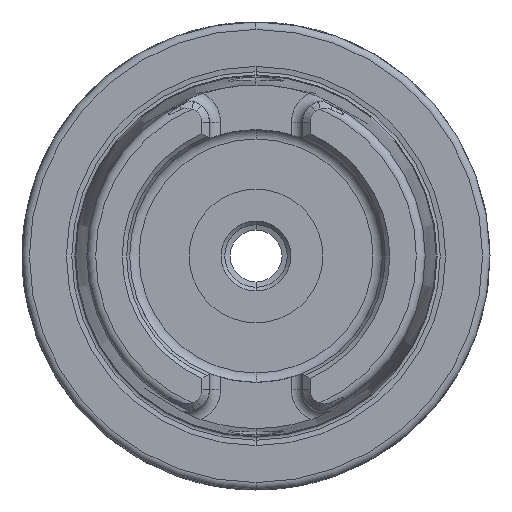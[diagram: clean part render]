
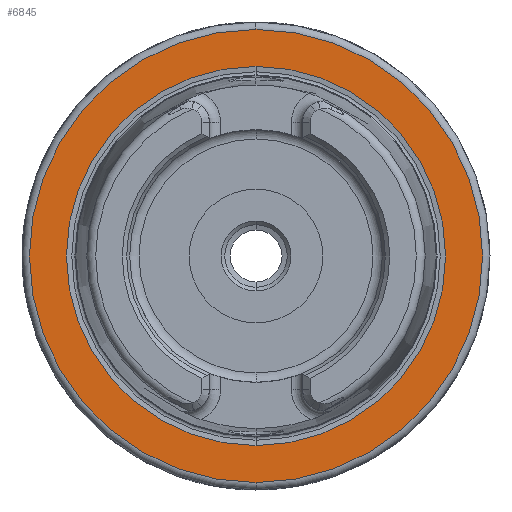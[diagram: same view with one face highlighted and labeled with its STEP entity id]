
A CAD part, left-side view. The second image highlights one B-rep face of the part: STEP entity #6845.
In plain terms, the highlighted planar face has unit normal (-1, 0, 0).
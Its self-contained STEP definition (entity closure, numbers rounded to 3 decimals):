
#17 = CARTESIAN_POINT ( 'NONE',  ( -64., 0., -30.5 ) ) ;
#218 = CARTESIAN_POINT ( 'NONE',  ( -64., 31.5, 0. ) ) ;
#569 = ORIENTED_EDGE ( 'NONE', *, *, #5901, .T. ) ;
#665 = ORIENTED_EDGE ( 'NONE', *, *, #2985, .T. ) ;
#761 = PLANE ( 'NONE',  #5052 ) ;
#860 = EDGE_CURVE ( 'NONE', #6364, #6537, #5279, .T. ) ;
#1313 = DIRECTION ( 'NONE',  ( 0., 0., -1. ) ) ;
#1359 = EDGE_LOOP ( 'NONE', ( #569, #1822 ) ) ;
#1538 = CARTESIAN_POINT ( 'NONE',  ( -64., 0., 0. ) ) ;
#1729 = CARTESIAN_POINT ( 'NONE',  ( -64., 0., 0. ) ) ;
#1757 = DIRECTION ( 'NONE',  ( 1., 0., 0. ) ) ;
#1822 = ORIENTED_EDGE ( 'NONE', *, *, #2718, .T. ) ;
#1944 = VERTEX_POINT ( 'NONE', #6074 ) ;
#2078 = CIRCLE ( 'NONE', #5639, 25.521 ) ;
#2105 = DIRECTION ( 'NONE',  ( 0., 0., -1. ) ) ;
#2243 = ORIENTED_EDGE ( 'NONE', *, *, #860, .T. ) ;
#2325 = DIRECTION ( 'NONE',  ( 0., 0., -1. ) ) ;
#2362 = CIRCLE ( 'NONE', #6985, 30.5 ) ;
#2718 = EDGE_CURVE ( 'NONE', #1944, #2866, #2362, .T. ) ;
#2866 = VERTEX_POINT ( 'NONE', #17 ) ;
#2985 = EDGE_CURVE ( 'NONE', #6537, #6364, #2078, .T. ) ;
#3229 = CARTESIAN_POINT ( 'NONE',  ( -64., 0., 0. ) ) ;
#3705 = FACE_OUTER_BOUND ( 'NONE', #1359, .T. ) ;
#3801 = FACE_BOUND ( 'NONE', #3911, .T. ) ;
#3833 = DIRECTION ( 'NONE',  ( 0., 0., -1. ) ) ;
#3911 = EDGE_LOOP ( 'NONE', ( #665, #2243 ) ) ;
#4851 = DIRECTION ( 'NONE',  ( 1., 0., 0. ) ) ;
#5052 = AXIS2_PLACEMENT_3D ( 'NONE', #218, #4851, #1313 ) ;
#5135 = CIRCLE ( 'NONE', #6706, 30.5 ) ;
#5144 = AXIS2_PLACEMENT_3D ( 'NONE', #3229, #7414, #3833 ) ;
#5279 = CIRCLE ( 'NONE', #5144, 25.521 ) ;
#5342 = CARTESIAN_POINT ( 'NONE',  ( -64., 0., 0. ) ) ;
#5639 = AXIS2_PLACEMENT_3D ( 'NONE', #5342, #1757, #5942 ) ;
#5689 = CARTESIAN_POINT ( 'NONE',  ( -64., 0., 25.521 ) ) ;
#5708 = DIRECTION ( 'NONE',  ( -1., 0., 0. ) ) ;
#5901 = EDGE_CURVE ( 'NONE', #2866, #1944, #5135, .T. ) ;
#5920 = DIRECTION ( 'NONE',  ( -1., 0., 0. ) ) ;
#5942 = DIRECTION ( 'NONE',  ( 0., 0., -1. ) ) ;
#6074 = CARTESIAN_POINT ( 'NONE',  ( -64., 0., 30.5 ) ) ;
#6364 = VERTEX_POINT ( 'NONE', #7149 ) ;
#6537 = VERTEX_POINT ( 'NONE', #5689 ) ;
#6706 = AXIS2_PLACEMENT_3D ( 'NONE', #1729, #5920, #2325 ) ;
#6845 = ADVANCED_FACE ( 'NONE', ( #3705, #3801 ), #761, .F. ) ;
#6985 = AXIS2_PLACEMENT_3D ( 'NONE', #1538, #5708, #2105 ) ;
#7149 = CARTESIAN_POINT ( 'NONE',  ( -64., 0., -25.521 ) ) ;
#7414 = DIRECTION ( 'NONE',  ( 1., 0., 0. ) ) ;
